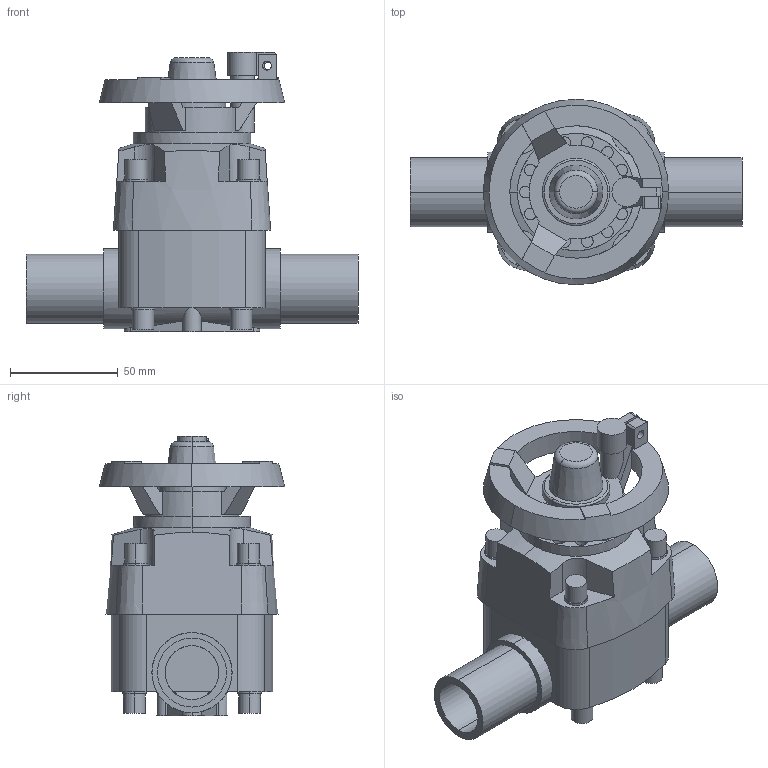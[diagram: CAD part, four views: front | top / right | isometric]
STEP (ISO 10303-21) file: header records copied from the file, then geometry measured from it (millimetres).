
FILE_DESCRIPTION(('STEP AP214'),'1');
FILE_NAME('cctmp_5C9E7AAD-0BF2-4803-861E-4AD893EB7131_2021_10_26_11_26_24_0534..stp','2021-10-26T09:26:24',('Praher Valves GmbH'),('CADClick - www.CADClick.com'),'Spatial InterOp 3D',' ','unknown authorization');
FILE_SCHEMA(('AUTOMOTIVE_DESIGN'));
Length unit declared in the file: millimetre
Products named in the file (1): 122800
Bounding box: 154 x 86 x 129.81 mm (x, y, z)
Volume: 471287.2 mm3; surface area: 69951.6 mm2
Topology: 1 solids, 2 shells, 272 faces, 697 edges, 450 vertices
Faces by surface type: plane 134, cylinder 122, cone 12, torus 4
Entity records: 10871 total; most frequent: CARTESIAN_POINT 1806, DIRECTION 1563, ORIENTED_EDGE 1394, EDGE_CURVE 697, AXIS2_PLACEMENT_3D 633, VERTEX_POINT 450, CIRCLE 340, EDGE_LOOP 303
